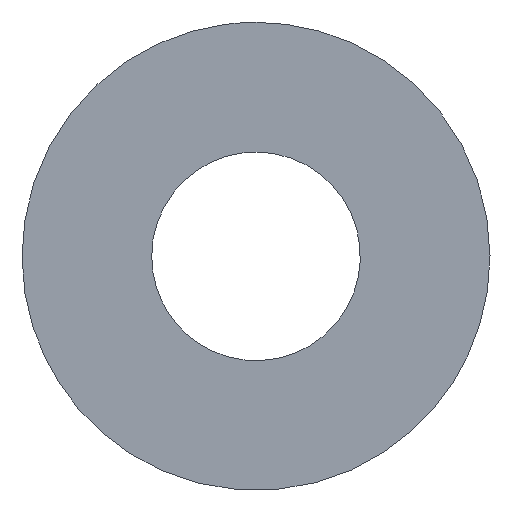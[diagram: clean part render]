
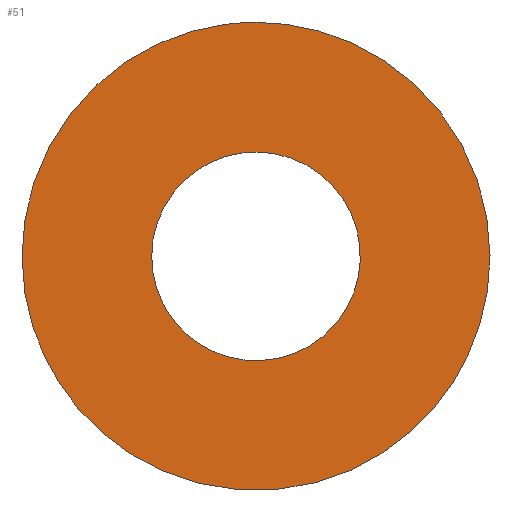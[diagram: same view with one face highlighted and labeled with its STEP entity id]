
A CAD part, front view. The second image highlights one B-rep face of the part: STEP entity #51.
In plain terms, the highlighted free-form (B-spline) face has degree [1, 1] with [2, 2] control points.
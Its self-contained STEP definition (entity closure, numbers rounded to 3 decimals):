
#51 = ADVANCED_FACE('',(#52,#66),#80,.F.);
#52 = FACE_BOUND('',#53,.T.);
#53 = EDGE_LOOP('',(#54));
#54 = ORIENTED_EDGE('',*,*,#55,.F.);
#55 = EDGE_CURVE('',#56,#56,#58,.T.);
#56 = VERTEX_POINT('',#57);
#57 = CARTESIAN_POINT('',(0.,0.,30.443));
#58 = ( BOUNDED_CURVE() B_SPLINE_CURVE(2,(#59,#60,#61,#62,#63,#64,#65),
.UNSPECIFIED.,.T.,.F.) B_SPLINE_CURVE_WITH_KNOTS((1,2,2,2,2,1),(
    -2.094,0.,2.094,4.189,6.283,
8.378),.UNSPECIFIED.) CURVE() GEOMETRIC_REPRESENTATION_ITEM() 
RATIONAL_B_SPLINE_CURVE((1.,0.5,1.,0.5,1.,0.5,1.)) REPRESENTATION_ITEM(
  '') );
#59 = CARTESIAN_POINT('',(0.,0.,30.443));
#60 = CARTESIAN_POINT('',(52.729,0.,30.443));
#61 = CARTESIAN_POINT('',(26.364,0.,-15.221));
#62 = CARTESIAN_POINT('',(0.,0.,-60.886));
#63 = CARTESIAN_POINT('',(-26.364,0.,-15.221));
#64 = CARTESIAN_POINT('',(-52.729,0.,30.443));
#65 = CARTESIAN_POINT('',(0.,0.,30.443));
#66 = FACE_BOUND('',#67,.T.);
#67 = EDGE_LOOP('',(#68));
#68 = ORIENTED_EDGE('',*,*,#69,.T.);
#69 = EDGE_CURVE('',#70,#70,#72,.T.);
#70 = VERTEX_POINT('',#71);
#71 = CARTESIAN_POINT('',(0.,0.,13.569));
#72 = ( BOUNDED_CURVE() B_SPLINE_CURVE(2,(#73,#74,#75,#76,#77,#78,#79),
.UNSPECIFIED.,.T.,.F.) B_SPLINE_CURVE_WITH_KNOTS((1,2,2,2,2,1),(
    -2.094,0.,2.094,4.189,6.283,
8.378),.UNSPECIFIED.) CURVE() GEOMETRIC_REPRESENTATION_ITEM() 
RATIONAL_B_SPLINE_CURVE((1.,0.5,1.,0.5,1.,0.5,1.)) REPRESENTATION_ITEM(
  '') );
#73 = CARTESIAN_POINT('',(0.,0.,13.569));
#74 = CARTESIAN_POINT('',(23.502,0.,13.569));
#75 = CARTESIAN_POINT('',(11.751,0.,-6.784));
#76 = CARTESIAN_POINT('',(0.,0.,-27.138));
#77 = CARTESIAN_POINT('',(-11.751,0.,-6.784));
#78 = CARTESIAN_POINT('',(-23.502,0.,13.569));
#79 = CARTESIAN_POINT('',(0.,0.,13.569));
#80 = B_SPLINE_SURFACE_WITH_KNOTS('',1,1,(
    (#81,#82)
    ,(#83,#84
    )),.UNSPECIFIED.,.F.,.F.,.F.,(2,2),(2,2),(-22.225,22.225),(-22.225,
    22.225),.PIECEWISE_BEZIER_KNOTS.);
#81 = CARTESIAN_POINT('',(-30.443,0.,-30.443));
#82 = CARTESIAN_POINT('',(30.443,0.,-30.443));
#83 = CARTESIAN_POINT('',(-30.443,0.,30.443));
#84 = CARTESIAN_POINT('',(30.443,0.,30.443));
